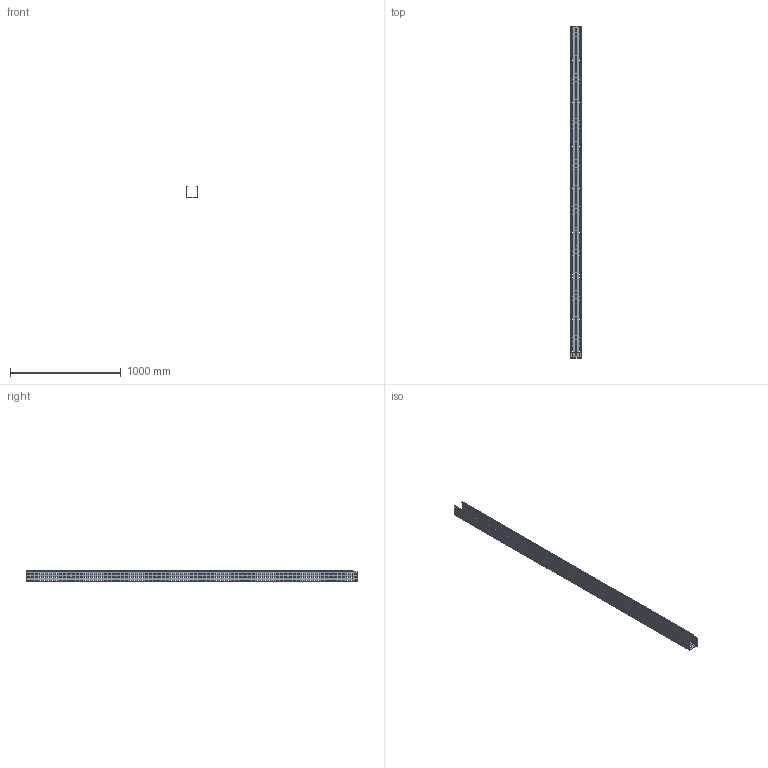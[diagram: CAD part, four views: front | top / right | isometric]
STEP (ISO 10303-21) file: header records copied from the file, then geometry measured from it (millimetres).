
FILE_DESCRIPTION(/* description */ (''),/* implementation_level */ '2;1');
FILE_NAME(/* name */ 'KCL100H100_3N.stp',/* time_stamp */ '2020-03-24T11:42:07+01:00',/* author */ ('stanislaw.luczak'),/* organization */ (''),/* preprocessor_version */ 'ST-DEVELOPER v18',/* originating_system */ 'Autodesk Inventor 2020',/* authorisation */ '');
FILE_SCHEMA (('AUTOMOTIVE_DESIGN { 1 0 10303 214 3 1 1 }'));
Products named in the file (1): 100H60N_KGJ_3M
Bounding box: 101.4 x 3000 x 100.67 mm (x, y, z)
Volume: 588716.9 mm3; surface area: 1713188.4 mm2
Topology: 1 solids, 1 shells, 3121 faces, 9367 edges, 6230 vertices
Faces by surface type: cylinder 1569, plane 1542, torus 8, bspline 2
Entity records: 109310 total; most frequent: CARTESIAN_POINT 19105, ORIENTED_EDGE 18734, DIRECTION 18671, EDGE_CURVE 9367, AXIS2_PLACEMENT_3D 6238, VERTEX_POINT 6230, LINE 6195, VECTOR 6195
